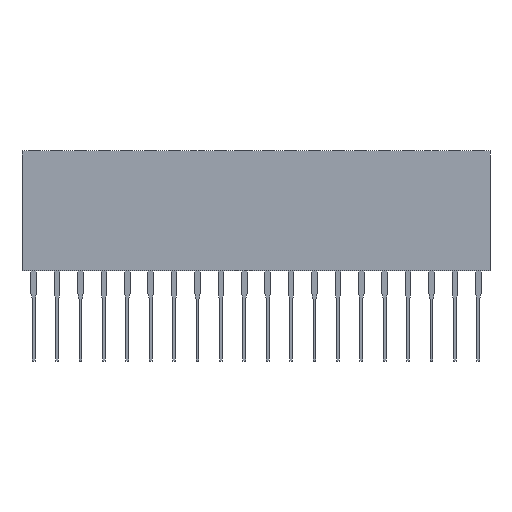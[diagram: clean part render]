
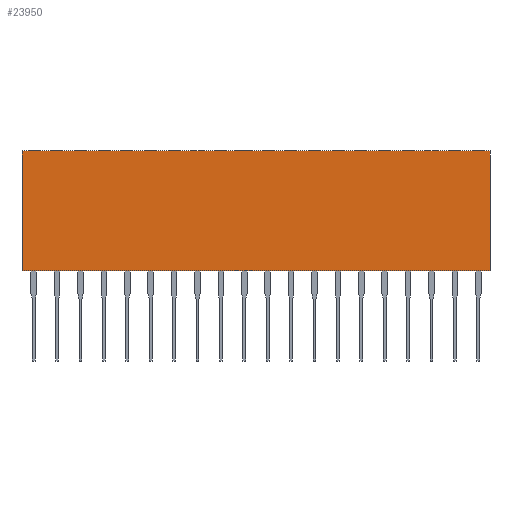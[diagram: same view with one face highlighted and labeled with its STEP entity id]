
A CAD part, left-side view. The second image highlights one B-rep face of the part: STEP entity #23950.
In plain terms, the highlighted planar face has unit normal (-1, 0, 0).
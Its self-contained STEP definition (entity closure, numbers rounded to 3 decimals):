
#264=FACE_OUTER_BOUND('',#1674,.T.);
#1674=EDGE_LOOP('',(#16567,#16568,#16569,#16570));
#3317=LINE('',#33469,#6781);
#3487=LINE('',#33808,#6951);
#3493=LINE('',#33820,#6957);
#3496=LINE('',#33825,#6960);
#6781=VECTOR('',#27141,1.);
#6951=VECTOR('',#27315,1.);
#6957=VECTOR('',#27323,1.);
#6960=VECTOR('',#27330,1.);
#10165=VERTEX_POINT('',#33466);
#10166=VERTEX_POINT('',#33468);
#10329=VERTEX_POINT('',#33798);
#10338=VERTEX_POINT('',#33818);
#12501=EDGE_CURVE('',#10165,#10166,#3317,.T.);
#12671=EDGE_CURVE('',#10329,#10166,#3487,.T.);
#12677=EDGE_CURVE('',#10338,#10165,#3493,.T.);
#12680=EDGE_CURVE('',#10338,#10329,#3496,.T.);
#16567=ORIENTED_EDGE('',*,*,#12677,.F.);
#16568=ORIENTED_EDGE('',*,*,#12680,.T.);
#16569=ORIENTED_EDGE('',*,*,#12671,.T.);
#16570=ORIENTED_EDGE('',*,*,#12501,.F.);
#22620=PLANE('',#25294);
#23950=ADVANCED_FACE('',(#264),#22620,.F.);
#25294=AXIS2_PLACEMENT_3D('',#34471,#27659,#27660);
#27141=DIRECTION('',(0.,-1.,0.));
#27315=DIRECTION('',(0.,0.,1.));
#27323=DIRECTION('',(0.,0.,1.));
#27330=DIRECTION('',(0.,-1.,0.));
#27659=DIRECTION('center_axis',(1.,0.,0.));
#27660=DIRECTION('ref_axis',(0.,-1.,0.));
#33466=CARTESIAN_POINT('',(-3.81,1.27,13.));
#33468=CARTESIAN_POINT('',(-3.81,-49.53,13.));
#33469=CARTESIAN_POINT('',(-3.81,1.27,13.));
#33798=CARTESIAN_POINT('',(-3.81,-49.53,0.));
#33808=CARTESIAN_POINT('',(-3.81,-49.53,0.));
#33818=CARTESIAN_POINT('',(-3.81,1.27,0.));
#33820=CARTESIAN_POINT('',(-3.81,1.27,0.));
#33825=CARTESIAN_POINT('',(-3.81,1.27,0.));
#34471=CARTESIAN_POINT('Origin',(-3.81,1.27,0.));
